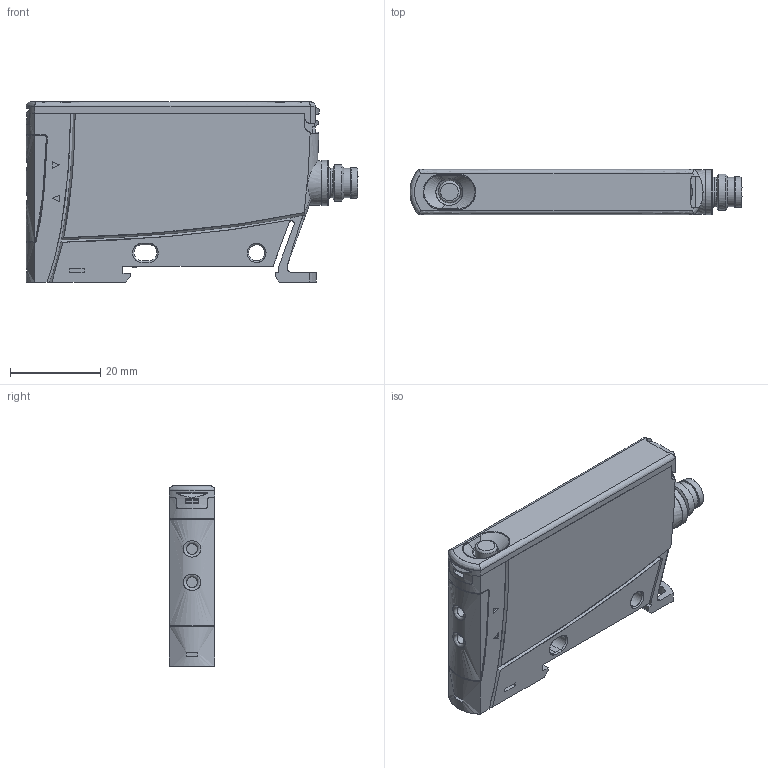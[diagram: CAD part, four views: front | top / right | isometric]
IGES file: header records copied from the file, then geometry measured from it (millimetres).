
Global section: file name: AP006258_00.igs; native system: NX V7.5; preprocessor: SIEMENS PLM Software NX 7.5; date: 20130423.161146; units: millimetre
Bounding box: 73.65 x 10.08 x 40 mm (x, y, z)
Surface area: 27885.6 mm2 (no closed solid volume)
Topology: 0 solids, 0 shells, 671 faces, 5588 edges, 5535 vertices
Faces by surface type: bspline 671
